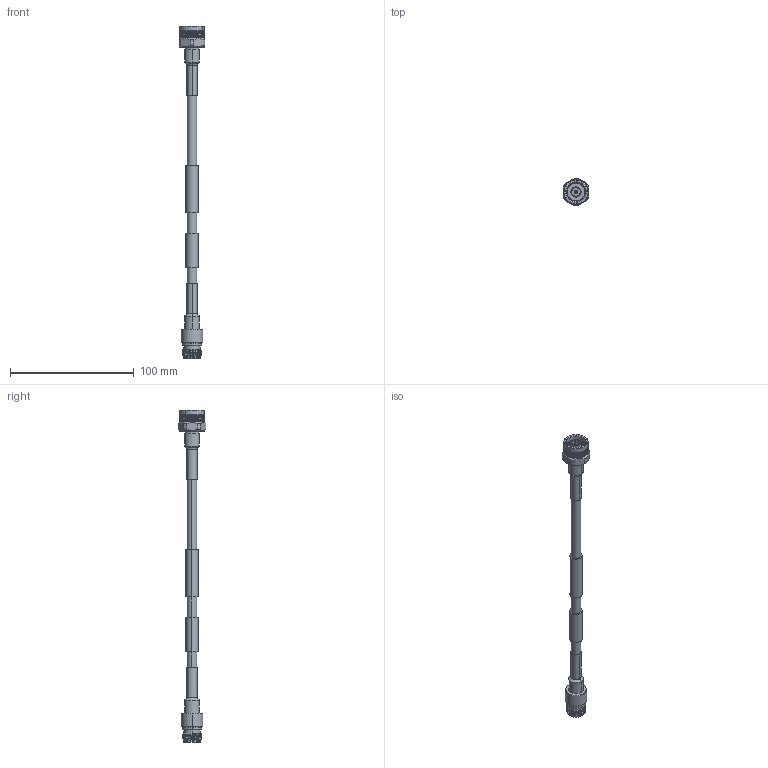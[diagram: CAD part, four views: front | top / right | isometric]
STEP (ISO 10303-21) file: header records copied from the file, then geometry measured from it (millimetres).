
FILE_DESCRIPTION (( 'STEP AP214' ), '1' );
FILE_NAME ('PE3C8491.step', '2021-10-05T16:05:53', ( '' ), ( '' ), 'SwSTEP 2.0', 'SolidWorks 2021', '' );
FILE_SCHEMA (( 'AUTOMOTIVE_DESIGN' ));
Length unit declared in the file: inch
Products named in the file (5): SPF-250^PE3C8491; Heat Shrink^PE3C8491; TC-250-NM-LP^PE3C8491; TC-250-NF-LP^PE3C8491; PE3C8491
Assembly tree (5 placements, depth 2):
  PE3C8491
    SPF-250^PE3C8491
    Heat Shrink^PE3C8491  x2
    TC-250-NM-LP^PE3C8491
    TC-250-NF-LP^PE3C8491
Bounding box: 20.62 x 22.22 x 268.52 mm (x, y, z)
Volume: 23402.9 mm3; surface area: 13012.4 mm2
Topology: 5 solids, 5 shells, 2354 faces, 5099 edges, 2771 vertices
Faces by surface type: bspline 1690, cylinder 531, plane 65, cone 64, torus 4
Entity records: 81129 total; most frequent: CARTESIAN_POINT 48767, ORIENTED_EDGE 10170, EDGE_CURVE 5085, VERTEX_POINT 2763, EDGE_LOOP 2368, DIRECTION 2354, ADVANCED_FACE 2346, FACE_OUTER_BOUND 2346
